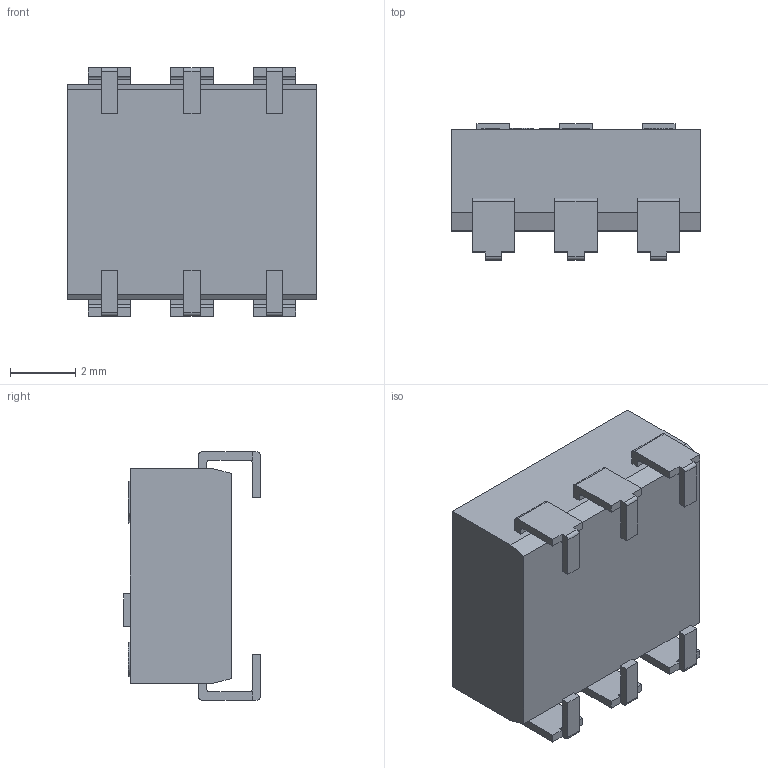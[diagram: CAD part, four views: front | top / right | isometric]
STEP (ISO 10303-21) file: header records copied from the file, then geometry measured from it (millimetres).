
FILE_DESCRIPTION (( 'STEP AP214' ), '1' );
FILE_NAME ('User Library-DIP-Schalter SMD 3polig RM2,54.STEP', '2019-08-07T11:20:23', ( '' ), ( '' ), 'SwSTEP 2.0', 'SolidWorks 2019', '' );
FILE_SCHEMA (( 'AUTOMOTIVE_DESIGN' ));
Length unit declared in the file: millimetre
Products named in the file (1): User Library-DIP-Schalter SMD 3polig RM2,54
Bounding box: 7.62 x 4.2 x 7.62 mm (x, y, z)
Volume: 156.3 mm3; surface area: 253.7 mm2
Topology: 1 solids, 1 shells, 203 faces, 549 edges, 366 vertices
Faces by surface type: plane 144, bspline 35, cylinder 24
Entity records: 10252 total; most frequent: CARTESIAN_POINT 3058, ORIENTED_EDGE 1098, DIRECTION 865, EDGE_CURVE 549, LINE 431, VECTOR 431, VERTEX_POINT 366, EDGE_LOOP 221
